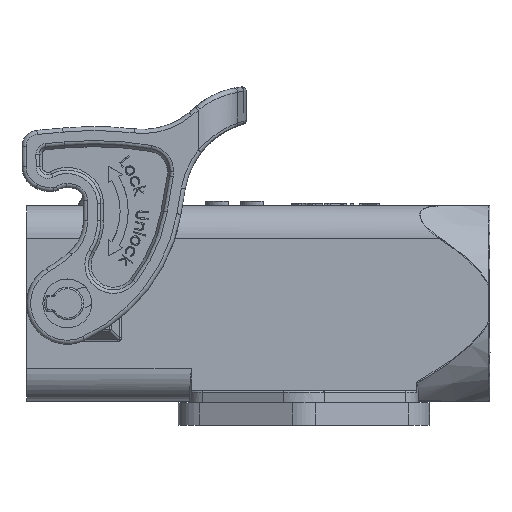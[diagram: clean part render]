
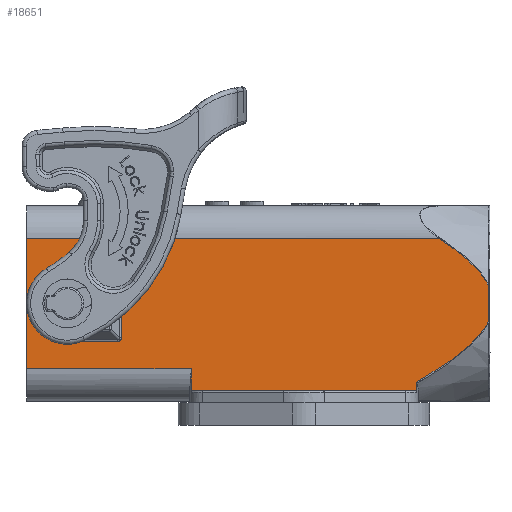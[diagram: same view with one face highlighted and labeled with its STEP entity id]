
A CAD part, front view. The second image highlights one B-rep face of the part: STEP entity #18651.
In plain terms, the highlighted planar face has unit normal (0, -1, 0).
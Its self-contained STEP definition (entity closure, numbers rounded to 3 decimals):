
#1207=CARTESIAN_POINT('',(28.126,-12.,
-9.661));
#1224=DIRECTION('',(0.,0.,-1.));
#1225=VECTOR('',#1224,1.239);
#1226=CARTESIAN_POINT('',(28.126,-12.,
-9.661));
#1227=LINE('',#1226,#1225);
#1235=CARTESIAN_POINT('',(36.898,-12.,
-2.239));
#1281=DIRECTION('',(0.,0.,-1.));
#1282=VECTOR('',#1281,4.478);
#1283=CARTESIAN_POINT('',(36.898,-12.,2.239));
#1284=LINE('',#1283,#1282);
#1430=DIRECTION('',(1.,0.,0.));
#1431=VECTOR('',#1430,50.52);
#1432=CARTESIAN_POINT('',(-19.702,-12.,8.));
#1433=LINE('',#1432,#1431);
#1438=CARTESIAN_POINT('',(27.913,-12.,-10.7));
#1439=CARTESIAN_POINT('',(27.943,-12.,-10.7));
#1440=CARTESIAN_POINT('',(27.999,-12.,-10.711));
#1441=CARTESIAN_POINT('',(28.07,-12.,-10.757));
#1442=CARTESIAN_POINT('',(28.115,-12.,-10.825));
#1443=CARTESIAN_POINT('',(28.126,-12.,-10.874));
#1444=CARTESIAN_POINT('',(28.126,-12.,-10.9));
#1446=CARTESIAN_POINT('',(0.469,-12.,-10.9));
#1447=CARTESIAN_POINT('',(0.469,-12.,-10.873));
#1448=CARTESIAN_POINT('',(0.481,-12.,-10.822));
#1449=CARTESIAN_POINT('',(0.527,-12.,-10.756));
#1450=CARTESIAN_POINT('',(0.597,-12.,-10.711));
#1451=CARTESIAN_POINT('',(0.652,-12.,-10.7));
#1452=CARTESIAN_POINT('',(0.682,-12.,-10.7));
#1454=CARTESIAN_POINT('',(36.898,-12.,2.239));
#1455=CARTESIAN_POINT('',(36.58,-12.,2.868));
#1456=CARTESIAN_POINT('',(35.749,-12.,4.017));
#1457=CARTESIAN_POINT('',(33.721,-12.,5.986));
#1458=CARTESIAN_POINT('',(31.997,-12.,7.224));
#1459=CARTESIAN_POINT('',(30.817,-12.,8.));
#1461=CARTESIAN_POINT('',(28.126,-12.,
-9.661));
#1462=CARTESIAN_POINT('',(29.801,-12.,
-8.684));
#1463=CARTESIAN_POINT('',(32.271,-12.,
-7.131));
#1464=CARTESIAN_POINT('',(35.23,-12.,
-4.624));
#1465=CARTESIAN_POINT('',(36.462,-12.,
-3.102));
#1466=CARTESIAN_POINT('',(36.898,-12.,
-2.239));
#1468=CARTESIAN_POINT('',(-8.186,-12.,-4.516));
#1469=CARTESIAN_POINT('',(-8.212,-12.,-4.543));
#1470=CARTESIAN_POINT('',(-8.271,-12.,-4.587));
#1471=CARTESIAN_POINT('',(-8.389,-12.,-4.633));
#1472=CARTESIAN_POINT('',(-8.478,-12.,-4.644));
#1473=CARTESIAN_POINT('',(-8.527,-12.,-4.644));
#1475=CARTESIAN_POINT('',(-8.058,-12.,-4.176));
#1476=CARTESIAN_POINT('',(-8.059,-12.,-4.225));
#1477=CARTESIAN_POINT('',(-8.069,-12.,-4.315));
#1478=CARTESIAN_POINT('',(-8.116,-12.,-4.432));
#1479=CARTESIAN_POINT('',(-8.16,-12.,-4.491));
#1480=CARTESIAN_POINT('',(-8.186,-12.,-4.516));
#1482=CARTESIAN_POINT('',(-8.186,-12.,4.516));
#1483=CARTESIAN_POINT('',(-8.16,-12.,4.491));
#1484=CARTESIAN_POINT('',(-8.115,-12.,4.431));
#1485=CARTESIAN_POINT('',(-8.069,-12.,4.314));
#1486=CARTESIAN_POINT('',(-8.059,-12.,4.224));
#1487=CARTESIAN_POINT('',(-8.058,-12.,4.176));
#1489=CARTESIAN_POINT('',(-8.527,-12.,4.644));
#1490=CARTESIAN_POINT('',(-8.478,-12.,4.643));
#1491=CARTESIAN_POINT('',(-8.387,-12.,4.633));
#1492=CARTESIAN_POINT('',(-8.27,-12.,4.586));
#1493=CARTESIAN_POINT('',(-8.211,-12.,4.542));
#1494=CARTESIAN_POINT('',(-8.186,-12.,4.516));
#1551=DIRECTION('',(0.,0.,1.));
#1552=VECTOR('',#1551,2.9);
#1553=CARTESIAN_POINT('',(0.469,-12.,-10.9));
#1554=LINE('',#1553,#1552);
#2578=DIRECTION('',(0.,0.,1.));
#2579=VECTOR('',#2578,16.);
#2580=CARTESIAN_POINT('',(-19.702,-12.,-8.));
#2581=LINE('',#2580,#2579);
#2649=DIRECTION('',(-1.,0.,0.));
#2650=VECTOR('',#2649,20.172);
#2651=CARTESIAN_POINT('',(0.469,-12.,-8.));
#2652=LINE('',#2651,#2650);
#11081=DIRECTION('',(0.,0.,-1.));
#11082=VECTOR('',#11081,9.288);
#11083=CARTESIAN_POINT('',(-16.702,-12.,4.644));
#11084=LINE('',#11083,#11082);
#11185=DIRECTION('',(-1.,0.,0.));
#11186=VECTOR('',#11185,8.176);
#11187=CARTESIAN_POINT('',(-8.527,-12.,4.644));
#11188=LINE('',#11187,#11186);
#11208=DIRECTION('',(0.,0.,1.));
#11209=VECTOR('',#11208,8.351);
#11210=CARTESIAN_POINT('',(-8.058,-12.,-4.176));
#11211=LINE('',#11210,#11209);
#11253=DIRECTION('',(1.,0.,0.));
#11254=VECTOR('',#11253,8.176);
#11255=CARTESIAN_POINT('',(-16.702,-12.,-4.644));
#11256=LINE('',#11255,#11254);
#13690=DIRECTION('',(-1.,0.,0.));
#13691=VECTOR('',#13690,27.231);
#13692=CARTESIAN_POINT('',(27.913,-12.,-10.7));
#13693=LINE('',#13692,#13691);
#16212=CARTESIAN_POINT('',(-8.527,-12.,4.644));
#16214=VERTEX_POINT('',#16212);
#16217=VERTEX_POINT('',#1494);
#16219=VERTEX_POINT('',#1475);
#16220=VERTEX_POINT('',#1480);
#16245=VERTEX_POINT('',#1235);
#16310=CARTESIAN_POINT('',(0.469,-12.,-10.9));
#16311=CARTESIAN_POINT('',(0.469,-12.,-8.));
#16312=VERTEX_POINT('',#16310);
#16313=VERTEX_POINT('',#16311);
#16773=CARTESIAN_POINT('',(-8.058,-12.,4.176));
#16775=VERTEX_POINT('',#16773);
#16777=CARTESIAN_POINT('',(-8.527,-12.,-4.644));
#16778=VERTEX_POINT('',#16777);
#17168=CARTESIAN_POINT('',(-19.702,-12.,-8.));
#17169=CARTESIAN_POINT('',(-19.702,-12.,8.));
#17170=VERTEX_POINT('',#17168);
#17171=VERTEX_POINT('',#17169);
#17202=CARTESIAN_POINT('',(30.817,-12.,
8.));
#17203=VERTEX_POINT('',#17202);
#17222=CARTESIAN_POINT('',(-16.702,-12.,-4.644));
#17223=VERTEX_POINT('',#17222);
#17224=CARTESIAN_POINT('',(-16.702,-12.,4.644));
#17225=VERTEX_POINT('',#17224);
#17257=VERTEX_POINT('',#1452);
#17368=CARTESIAN_POINT('',(27.913,-12.,-10.7));
#17369=VERTEX_POINT('',#17368);
#17370=VERTEX_POINT('',#1444);
#17373=VERTEX_POINT('',#1207);
#17379=VERTEX_POINT('',#1454);
#18609=CARTESIAN_POINT('',(-19.702,-12.,12.));
#18610=DIRECTION('',(0.,-1.,0.));
#18611=DIRECTION('',(1.,0.,0.));
#18612=AXIS2_PLACEMENT_3D('',#18609,#18610,#18611);
#18613=PLANE('',#18612);
#18615=ORIENTED_EDGE('',*,*,#18614,.F.);
#18617=ORIENTED_EDGE('',*,*,#18616,.T.);
#18619=ORIENTED_EDGE('',*,*,#18618,.F.);
#18621=ORIENTED_EDGE('',*,*,#18620,.T.);
#18623=ORIENTED_EDGE('',*,*,#18622,.T.);
#18625=ORIENTED_EDGE('',*,*,#18624,.T.);
#18626=ORIENTED_EDGE('',*,*,#18600,.T.);
#18627=ORIENTED_EDGE('',*,*,#18417,.F.);
#18628=ORIENTED_EDGE('',*,*,#18331,.T.);
#18629=ORIENTED_EDGE('',*,*,#18271,.F.);
#18630=ORIENTED_EDGE('',*,*,#18196,.T.);
#18631=EDGE_LOOP('',(#18615,#18617,#18619,#18621,#18623,#18625,#18626,#18627,
#18628,#18629,#18630));
#18632=FACE_OUTER_BOUND('',#18631,.F.);
#18634=ORIENTED_EDGE('',*,*,#18633,.T.);
#18636=ORIENTED_EDGE('',*,*,#18635,.F.);
#18638=ORIENTED_EDGE('',*,*,#18637,.F.);
#18640=ORIENTED_EDGE('',*,*,#18639,.T.);
#18642=ORIENTED_EDGE('',*,*,#18641,.F.);
#18644=ORIENTED_EDGE('',*,*,#18643,.F.);
#18646=ORIENTED_EDGE('',*,*,#18645,.T.);
#18648=ORIENTED_EDGE('',*,*,#18647,.T.);
#18649=EDGE_LOOP('',(#18634,#18636,#18638,#18640,#18642,#18644,#18646,#18648));
#18650=FACE_BOUND('',#18649,.F.);
#1445=B_SPLINE_CURVE_WITH_KNOTS('',3,(#1438,#1439,#1440,#1441,#1442,#1443,
#1444),.UNSPECIFIED.,.F.,.F.,(4,1,1,1,4),(0.,0.25,0.5,0.75,1.),
.UNSPECIFIED.);
#1453=B_SPLINE_CURVE_WITH_KNOTS('',3,(#1446,#1447,#1448,#1449,#1450,#1451,
#1452),.UNSPECIFIED.,.F.,.F.,(4,1,1,1,4),(0.,0.25,0.5,0.75,1.),
.UNSPECIFIED.);
#1460=B_SPLINE_CURVE_WITH_KNOTS('',3,(#1454,#1455,#1456,#1457,#1458,#1459),
.UNSPECIFIED.,.F.,.F.,(4,1,1,4),(0.,0.25,0.5,1.),.UNSPECIFIED.);
#1467=B_SPLINE_CURVE_WITH_KNOTS('',3,(#1461,#1462,#1463,#1464,#1465,#1466),
.UNSPECIFIED.,.F.,.F.,(4,1,1,4),(0.,0.5,0.75,1.),.UNSPECIFIED.);
#1474=B_SPLINE_CURVE_WITH_KNOTS('',3,(#1468,#1469,#1470,#1471,#1472,#1473),
.UNSPECIFIED.,.F.,.F.,(4,1,1,4),(0.,0.333,0.667,1.),
.UNSPECIFIED.);
#1481=B_SPLINE_CURVE_WITH_KNOTS('',3,(#1475,#1476,#1477,#1478,#1479,#1480),
.UNSPECIFIED.,.F.,.F.,(4,1,1,4),(0.,0.333,0.667,1.),
.UNSPECIFIED.);
#1488=B_SPLINE_CURVE_WITH_KNOTS('',3,(#1482,#1483,#1484,#1485,#1486,#1487),
.UNSPECIFIED.,.F.,.F.,(4,1,1,4),(0.,0.333,0.667,1.),
.UNSPECIFIED.);
#1495=B_SPLINE_CURVE_WITH_KNOTS('',3,(#1489,#1490,#1491,#1492,#1493,#1494),
.UNSPECIFIED.,.F.,.F.,(4,1,1,4),(0.,0.333,0.667,1.),
.UNSPECIFIED.);
#18196=EDGE_CURVE('',#17373,#17370,#1227,.T.);
#18271=EDGE_CURVE('',#17373,#16245,#1467,.T.);
#18331=EDGE_CURVE('',#17379,#16245,#1284,.T.);
#18417=EDGE_CURVE('',#17379,#17203,#1460,.T.);
#18600=EDGE_CURVE('',#17171,#17203,#1433,.T.);
#18614=EDGE_CURVE('',#17369,#17370,#1445,.T.);
#18616=EDGE_CURVE('',#17369,#17257,#13693,.T.);
#18618=EDGE_CURVE('',#16312,#17257,#1453,.T.);
#18620=EDGE_CURVE('',#16312,#16313,#1554,.T.);
#18622=EDGE_CURVE('',#16313,#17170,#2652,.T.);
#18624=EDGE_CURVE('',#17170,#17171,#2581,.T.);
#18633=EDGE_CURVE('',#17223,#16778,#11256,.T.);
#18635=EDGE_CURVE('',#16220,#16778,#1474,.T.);
#18637=EDGE_CURVE('',#16219,#16220,#1481,.T.);
#18639=EDGE_CURVE('',#16219,#16775,#11211,.T.);
#18641=EDGE_CURVE('',#16217,#16775,#1488,.T.);
#18643=EDGE_CURVE('',#16214,#16217,#1495,.T.);
#18645=EDGE_CURVE('',#16214,#17225,#11188,.T.);
#18647=EDGE_CURVE('',#17225,#17223,#11084,.T.);
#18651=ADVANCED_FACE('',(#18632,#18650),#18613,.T.);
